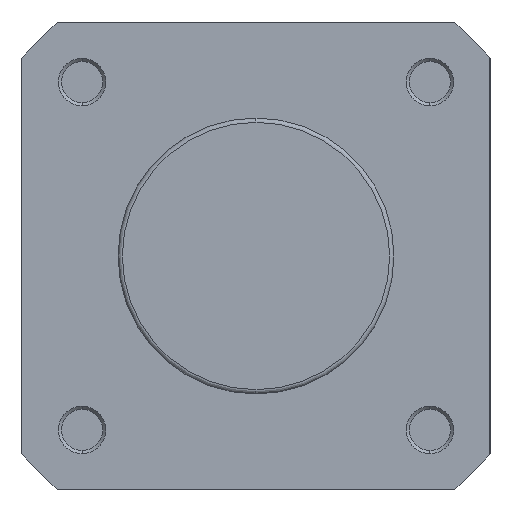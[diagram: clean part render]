
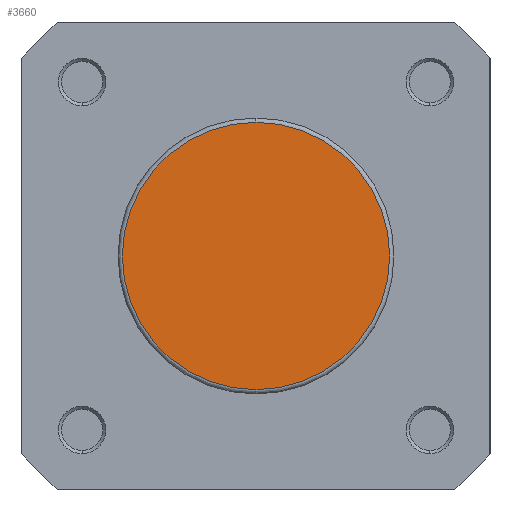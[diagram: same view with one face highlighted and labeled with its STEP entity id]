
A CAD part, left-side view. The second image highlights one B-rep face of the part: STEP entity #3660.
In plain terms, the highlighted planar face has unit normal (-1, 0, 0).
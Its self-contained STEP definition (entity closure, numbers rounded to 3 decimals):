
#627 = CIRCLE ( 'NONE', #3230, 21.7 ) ;
#705 = CIRCLE ( 'NONE', #3256, 21.7 ) ;
#1168 = FACE_OUTER_BOUND ( 'NONE', #4043, .T. ) ;
#1395 = CARTESIAN_POINT ( 'NONE',  ( 0., 22.4, 0. ) ) ;
#1396 = PLANE ( 'NONE',  #3428 ) ;
#1398 = DIRECTION ( 'NONE',  ( 1., 0., 0. ) ) ;
#1399 = DIRECTION ( 'NONE',  ( 0., 0., -1. ) ) ;
#1576 = CARTESIAN_POINT ( 'NONE',  ( 0., 0., -21.7 ) ) ;
#1673 = CARTESIAN_POINT ( 'NONE',  ( 0., 0., 21.7 ) ) ;
#2840 = EDGE_CURVE ( 'NONE', #4292, #4195, #627, .T. ) ;
#2894 = EDGE_CURVE ( 'NONE', #4195, #4292, #705, .T. ) ;
#3230 = AXIS2_PLACEMENT_3D ( 'NONE', #4582, #4583, #4584 ) ;
#3256 = AXIS2_PLACEMENT_3D ( 'NONE', #4710, #4717, #4718 ) ;
#3428 = AXIS2_PLACEMENT_3D ( 'NONE', #1395, #1398, #1399 ) ;
#3660 = ADVANCED_FACE ( 'NONE', ( #1168 ), #1396, .F. ) ;
#3767 = ORIENTED_EDGE ( 'NONE', *, *, #2894, .T. ) ;
#3979 = ORIENTED_EDGE ( 'NONE', *, *, #2840, .T. ) ;
#4043 = EDGE_LOOP ( 'NONE', ( #3767, #3979 ) ) ;
#4195 = VERTEX_POINT ( 'NONE', #1576 ) ;
#4292 = VERTEX_POINT ( 'NONE', #1673 ) ;
#4582 = CARTESIAN_POINT ( 'NONE',  ( 0., 0., 0. ) ) ;
#4583 = DIRECTION ( 'NONE',  ( -1., 0., 0. ) ) ;
#4584 = DIRECTION ( 'NONE',  ( 0., 0., -1. ) ) ;
#4710 = CARTESIAN_POINT ( 'NONE',  ( 0., 0., 0. ) ) ;
#4717 = DIRECTION ( 'NONE',  ( -1., 0., 0. ) ) ;
#4718 = DIRECTION ( 'NONE',  ( 0., 0., -1. ) ) ;
